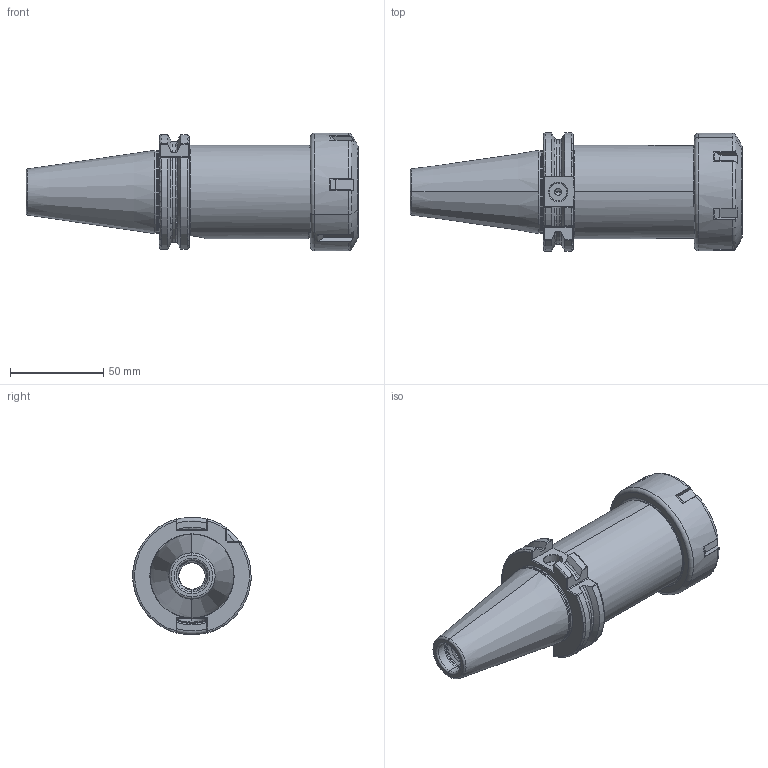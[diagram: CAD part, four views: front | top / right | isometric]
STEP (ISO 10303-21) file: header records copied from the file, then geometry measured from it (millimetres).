
FILE_DESCRIPTION (( 'STEP AP203' ), '1' );
FILE_NAME ('402.02.26.1.STEP', '2016-07-16T02:26:40', ( '' ), ( '' ), 'SwSTEP 2.0', 'SolidWorks 2012', '' );
FILE_SCHEMA (( 'CONFIG_CONTROL_DESIGN' ));
Length unit declared in the file: millimetre
Products named in the file (3): 402.02.26.1; 2-01.100.0400260C7_ER40螺帽(六溝)
Assembly tree (2 placements, depth 2):
  402.02.26.1
    402.02.26.1
    2-01.100.0400260C7_ER40螺帽(六溝)
Bounding box: 178.1 x 63.33 x 62.94 mm (x, y, z)
Volume: 238811.3 mm3; surface area: 58110 mm2
Topology: 2 solids, 2 shells, 379 faces, 1008 edges, 625 vertices
Faces by surface type: cylinder 130, plane 89, bspline 62, torus 60, cone 38
Entity records: 23508 total; most frequent: CARTESIAN_POINT 15028, ORIENTED_EDGE 1992, DIRECTION 1385, EDGE_CURVE 996, VERTEX_POINT 625, AXIS2_PLACEMENT_3D 543, EDGE_LOOP 387, FACE_OUTER_BOUND 379
